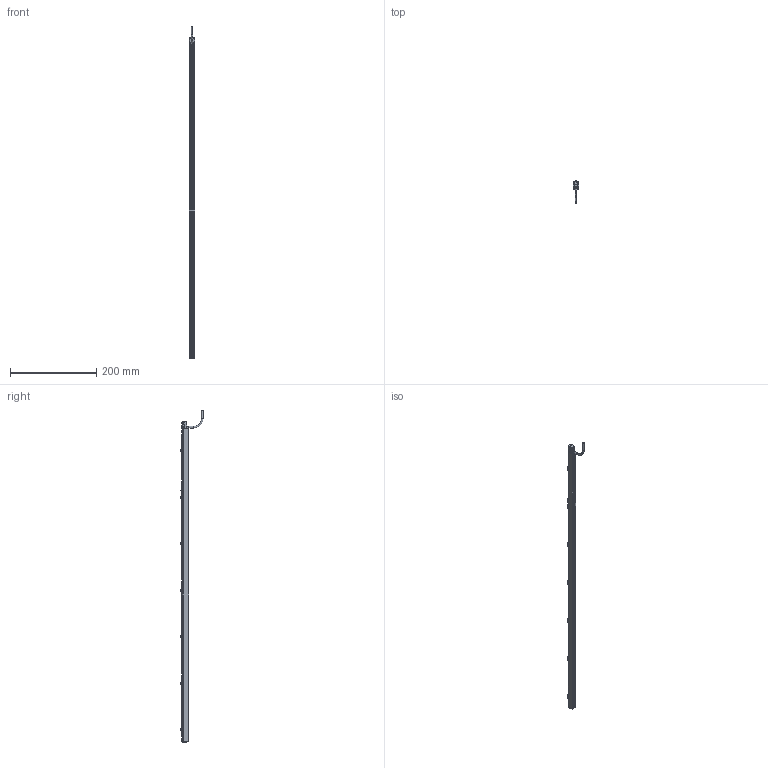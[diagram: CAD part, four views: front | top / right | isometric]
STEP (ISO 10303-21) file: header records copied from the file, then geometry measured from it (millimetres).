
FILE_DESCRIPTION((''),'2;1');
FILE_NAME('233520_SM01_ASM','2024-06-10T14:33:31',('banengservice'),('BANNER ENGINEERING'),'CREO PARAMETRIC BY PTC INC, 2022414','CREO PARAMETRIC BY PTC INC, 2022414','');
FILE_SCHEMA(('CONFIG_CONTROL_DESIGN'));
Products named in the file (3): 233520_EP01; TTR_WEB_CABLE_SNUB; 233520_SM01_ASM
Assembly tree (2 placements, depth 2):
  233520_SM01_ASM
    233520_EP01
    TTR_WEB_CABLE_SNUB
Bounding box: 12 x 51.45 x 771.15 mm (x, y, z)
Volume: 120297.5 mm3; surface area: 55328.5 mm2
Topology: 2 solids, 2 shells, 1444 faces, 3880 edges, 2374 vertices
Faces by surface type: bspline 566, plane 399, cylinder 282, cone 93, sphere 34, revolution 28, torus 26, extrusion 16
Entity records: 99548 total; most frequent: CARTESIAN_POINT 68915, ORIENTED_EDGE 7700, DIRECTION 4525, EDGE_CURVE 3850, VERTEX_POINT 2374, B_SPLINE_CURVE_WITH_KNOTS 1899, AXIS2_PLACEMENT_3D 1647, EDGE_LOOP 1488
